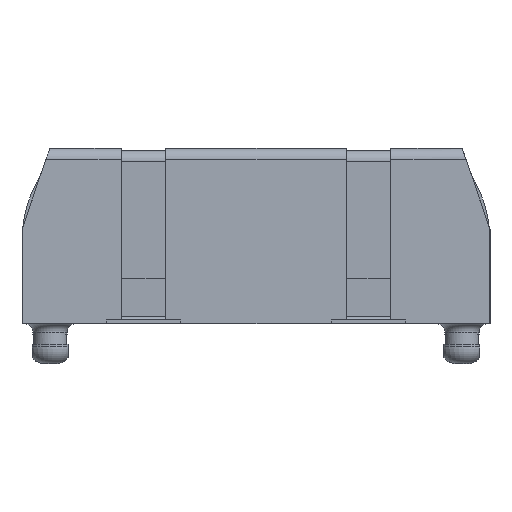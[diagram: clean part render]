
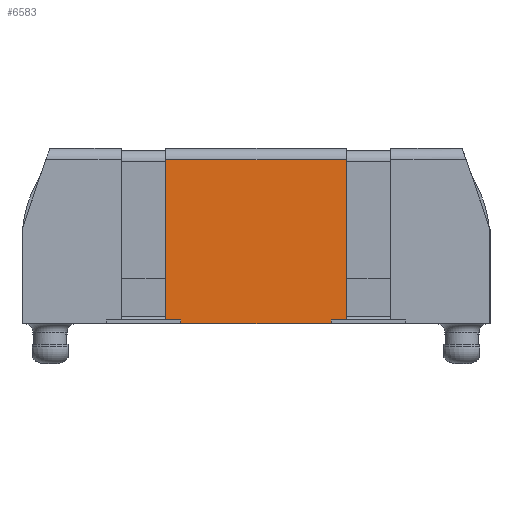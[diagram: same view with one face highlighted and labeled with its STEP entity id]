
A CAD part, left-side view. The second image highlights one B-rep face of the part: STEP entity #6583.
In plain terms, the highlighted planar face has unit normal (-1, 0, 0.018).
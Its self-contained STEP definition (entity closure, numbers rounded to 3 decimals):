
#681=ORIENTED_EDGE('',*,*,#1989,.F.);
#682=ORIENTED_EDGE('',*,*,#1967,.T.);
#683=ORIENTED_EDGE('',*,*,#1990,.F.);
#684=ORIENTED_EDGE('',*,*,#1991,.F.);
#1967=EDGE_CURVE('',#2627,#2625,#3101,.T.);
#1989=EDGE_CURVE('',#2627,#2644,#3120,.T.);
#1990=EDGE_CURVE('',#2645,#2625,#3121,.T.);
#1991=EDGE_CURVE('',#2644,#2645,#3122,.T.);
#2625=VERTEX_POINT('',#9132);
#2627=VERTEX_POINT('',#9135);
#2644=VERTEX_POINT('',#9183);
#2645=VERTEX_POINT('',#9185);
#3101=LINE('',#9134,#3696);
#3120=LINE('',#9182,#3715);
#3121=LINE('',#9184,#3716);
#3122=LINE('',#9186,#3717);
#3696=VECTOR('',#7646,1000.);
#3715=VECTOR('',#7681,1000.);
#3716=VECTOR('',#7682,1000.);
#3717=VECTOR('',#7683,1000.);
#4186=EDGE_LOOP('',(#681,#682,#683,#684));
#4469=FACE_BOUND('',#4186,.T.);
#4724=PLANE('',#6917);
#6583=ADVANCED_FACE('',(#4469),#4724,.F.);
#6917=AXIS2_PLACEMENT_3D('',#9181,#7679,#7680);
#7646=DIRECTION('',(0.,1.,0.));
#7679=DIRECTION('',(1.,0.,-0.017));
#7680=DIRECTION('',(-0.017,0.,-1.));
#7681=DIRECTION('',(-0.017,0.,-1.));
#7682=DIRECTION('',(0.017,0.,1.));
#7683=DIRECTION('',(0.,1.,0.));
#9132=CARTESIAN_POINT('',(-38.285,7.658,13.912));
#9134=CARTESIAN_POINT('',(-38.285,17.518,13.912));
#9135=CARTESIAN_POINT('',(-38.285,-7.658,13.912));
#9181=CARTESIAN_POINT('',(-38.268,17.518,14.91));
#9182=CARTESIAN_POINT('',(-38.268,-7.658,14.91));
#9183=CARTESIAN_POINT('',(-38.528,-7.658,0.001));
#9184=CARTESIAN_POINT('',(-38.268,7.658,14.91));
#9185=CARTESIAN_POINT('',(-38.528,7.658,0.001));
#9186=CARTESIAN_POINT('',(-38.528,17.518,0.001));
